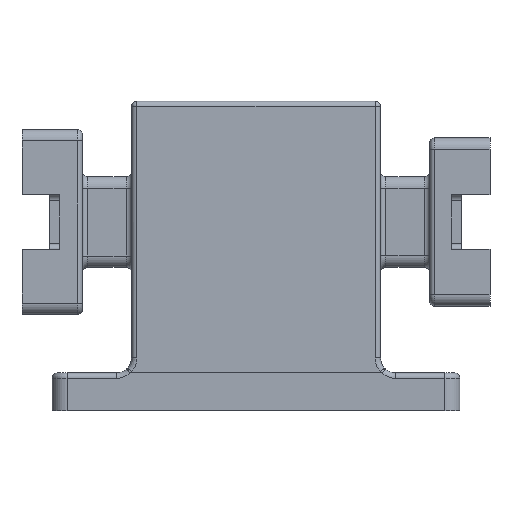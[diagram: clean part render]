
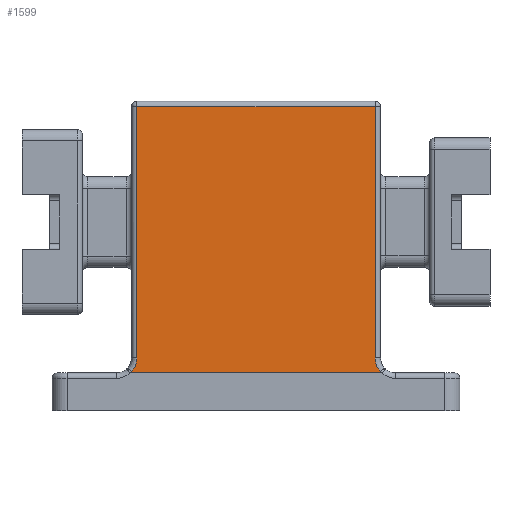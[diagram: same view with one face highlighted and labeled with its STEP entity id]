
A CAD part, front view. The second image highlights one B-rep face of the part: STEP entity #1599.
In plain terms, the highlighted planar face has unit normal (0, -1, 0).
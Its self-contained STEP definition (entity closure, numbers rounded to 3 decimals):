
#548 = VERTEX_POINT('',#549);
#549 = CARTESIAN_POINT('',(-15.8,-16.,7.));
#555 = EDGE_CURVE('',#548,#556,#558,.T.);
#556 = VERTEX_POINT('',#557);
#557 = CARTESIAN_POINT('',(-15.8,-16.,40.3));
#558 = LINE('',#559,#560);
#559 = CARTESIAN_POINT('',(-15.8,-16.,7.));
#560 = VECTOR('',#561,1.);
#561 = DIRECTION('',(0.,0.,1.));
#1546 = VERTEX_POINT('',#1547);
#1547 = CARTESIAN_POINT('',(-16.5,-16.,5.186));
#1570 = EDGE_CURVE('',#1546,#548,#1571,.T.);
#1571 = ( BOUNDED_CURVE() B_SPLINE_CURVE(5,(#1572,#1573,#1574,#1575,
#1576,#1577),.UNSPECIFIED.,.F.,.F.) B_SPLINE_CURVE_WITH_KNOTS((6,6),(
86.093,87.566),.PIECEWISE_BEZIER_KNOTS.) CURVE() 
GEOMETRIC_REPRESENTATION_ITEM() RATIONAL_B_SPLINE_CURVE((1.,1.,1.,1.,1.,
1.)) REPRESENTATION_ITEM('') );
#1572 = CARTESIAN_POINT('',(-16.5,-16.,5.186));
#1573 = CARTESIAN_POINT('',(-16.233,-16.,5.481));
#1574 = CARTESIAN_POINT('',(-16.02,-16.,5.825));
#1575 = CARTESIAN_POINT('',(-15.873,-16.,6.204));
#1576 = CARTESIAN_POINT('',(-15.8,-16.,6.602));
#1577 = CARTESIAN_POINT('',(-15.8,-16.,7.));
#1599 = ADVANCED_FACE('',(#1600),#1653,.F.);
#1600 = FACE_BOUND('',#1601,.F.);
#1601 = EDGE_LOOP('',(#1602,#1603,#1611,#1619,#1630,#1638,#1646,#1652));
#1602 = ORIENTED_EDGE('',*,*,#555,.T.);
#1603 = ORIENTED_EDGE('',*,*,#1604,.T.);
#1604 = EDGE_CURVE('',#556,#1605,#1607,.T.);
#1605 = VERTEX_POINT('',#1606);
#1606 = CARTESIAN_POINT('',(15.8,-16.,40.3));
#1607 = LINE('',#1608,#1609);
#1608 = CARTESIAN_POINT('',(-15.8,-16.,40.3));
#1609 = VECTOR('',#1610,1.);
#1610 = DIRECTION('',(1.,0.,0.));
#1611 = ORIENTED_EDGE('',*,*,#1612,.F.);
#1612 = EDGE_CURVE('',#1613,#1605,#1615,.T.);
#1613 = VERTEX_POINT('',#1614);
#1614 = CARTESIAN_POINT('',(15.8,-16.,7.));
#1615 = LINE('',#1616,#1617);
#1616 = CARTESIAN_POINT('',(15.8,-16.,7.));
#1617 = VECTOR('',#1618,1.);
#1618 = DIRECTION('',(0.,0.,1.));
#1619 = ORIENTED_EDGE('',*,*,#1620,.F.);
#1620 = EDGE_CURVE('',#1621,#1613,#1623,.T.);
#1621 = VERTEX_POINT('',#1622);
#1622 = CARTESIAN_POINT('',(16.5,-16.,5.186));
#1623 = ( BOUNDED_CURVE() B_SPLINE_CURVE(5,(#1624,#1625,#1626,#1627,
#1628,#1629),.UNSPECIFIED.,.F.,.F.) B_SPLINE_CURVE_WITH_KNOTS((6,6),(
86.093,87.566),.PIECEWISE_BEZIER_KNOTS.) CURVE() 
GEOMETRIC_REPRESENTATION_ITEM() RATIONAL_B_SPLINE_CURVE((1.,1.,1.,1.,1.,
1.)) REPRESENTATION_ITEM('') );
#1624 = CARTESIAN_POINT('',(16.5,-16.,5.186));
#1625 = CARTESIAN_POINT('',(16.233,-16.,5.481));
#1626 = CARTESIAN_POINT('',(16.02,-16.,5.825));
#1627 = CARTESIAN_POINT('',(15.873,-16.,6.204));
#1628 = CARTESIAN_POINT('',(15.8,-16.,6.602));
#1629 = CARTESIAN_POINT('',(15.8,-16.,7.));
#1630 = ORIENTED_EDGE('',*,*,#1631,.F.);
#1631 = EDGE_CURVE('',#1632,#1621,#1634,.T.);
#1632 = VERTEX_POINT('',#1633);
#1633 = CARTESIAN_POINT('',(16.5,-16.,5.));
#1634 = LINE('',#1635,#1636);
#1635 = CARTESIAN_POINT('',(16.5,-16.,5.));
#1636 = VECTOR('',#1637,1.);
#1637 = DIRECTION('',(0.,0.,1.));
#1638 = ORIENTED_EDGE('',*,*,#1639,.F.);
#1639 = EDGE_CURVE('',#1640,#1632,#1642,.T.);
#1640 = VERTEX_POINT('',#1641);
#1641 = CARTESIAN_POINT('',(-16.5,-16.,5.));
#1642 = LINE('',#1643,#1644);
#1643 = CARTESIAN_POINT('',(-16.5,-16.,5.));
#1644 = VECTOR('',#1645,1.);
#1645 = DIRECTION('',(1.,0.,0.));
#1646 = ORIENTED_EDGE('',*,*,#1647,.T.);
#1647 = EDGE_CURVE('',#1640,#1546,#1648,.T.);
#1648 = LINE('',#1649,#1650);
#1649 = CARTESIAN_POINT('',(-16.5,-16.,5.));
#1650 = VECTOR('',#1651,1.);
#1651 = DIRECTION('',(0.,0.,1.));
#1652 = ORIENTED_EDGE('',*,*,#1570,.T.);
#1653 = PLANE('',#1654);
#1654 = AXIS2_PLACEMENT_3D('',#1655,#1656,#1657);
#1655 = CARTESIAN_POINT('',(-16.5,-16.,5.));
#1656 = DIRECTION('',(0.,1.,0.));
#1657 = DIRECTION('',(1.,0.,0.));
